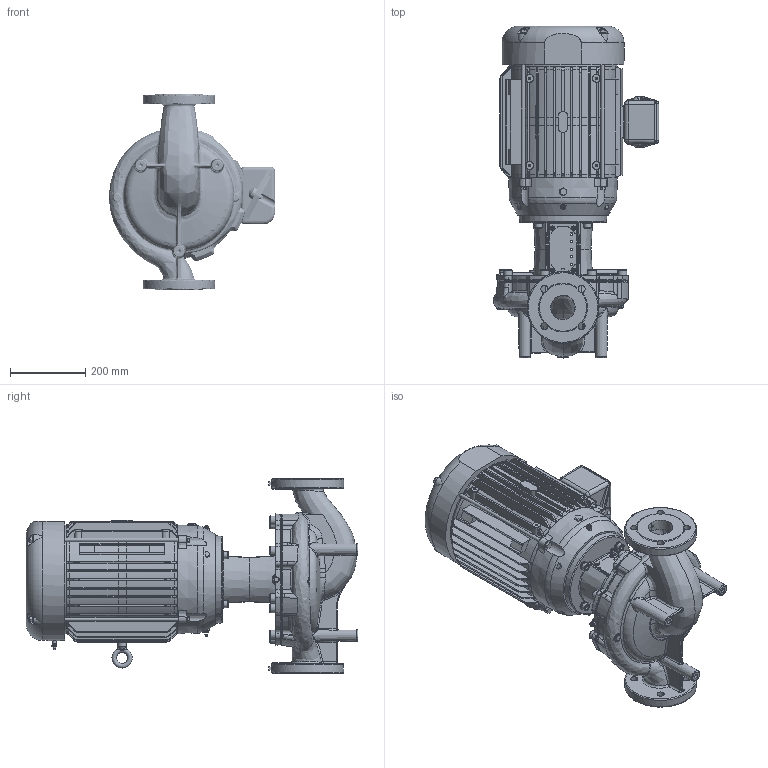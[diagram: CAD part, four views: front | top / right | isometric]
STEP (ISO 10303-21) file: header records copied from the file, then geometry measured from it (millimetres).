
FILE_DESCRIPTION(/* description */ (''),/* implementation_level */ '2;1');
FILE_NAME(/* name */ '2714575 - PUMP IL2.5 135_390-4-S1E 460V_3_60 TEFC_Shrinkwrap_1.stp',/* time_stamp */ '2022-03-24T11:05:35-05:00',/* author */ ('faliszekte'),/* organization */ (''),/* preprocessor_version */ 'ST-DEVELOPER v18.1',/* originating_system */ 'Autodesk Inventor 2021',/* authorisation */ '');
FILE_SCHEMA (('AUTOMOTIVE_DESIGN { 1 0 10303 214 3 1 1 }'));
Length unit declared in the file: inch
Products named in the file (1): 2714575 - PUMP IL2.5 135_390-4-S1E 460V_3_60 TEFC_Shrinkwrap_1
Bounding box: 440.69 x 881.82 x 520.61 mm (x, y, z)
Surface area: 1962713.9 mm2 (no closed solid volume)
Topology: 0 solids, 52 shells, 2915 faces, 8823 edges, 5724 vertices
Faces by surface type: plane 974, cylinder 646, cone 518, bspline 516, torus 218, sphere 43
Full cylindrical faces by diameter (mm): 3.768 x1, 6.528 x4, 8.141 x10, 8.179 x8, 8.6 x2, 9 x8, 9.652 x14, 10.162 x60, 10.287 x1, 10.369 x1, 10.445 x1, 10.716 x3, 11 x8, 11.1 x1, 11.112 x1, 12.7 x60, 13.208 x2, 13.495 x4, 19 x8, 19.05 x4, 23.114 x1, 23.812 x8, 41.262 x1, 76.2 x1, 190.5 x2, 215.862 x1, 281.788 x1
Entity records: 172839 total; most frequent: CARTESIAN_POINT 97174, ORIENTED_EDGE 15830, DIRECTION 14038, EDGE_CURVE 8777, VERTEX_POINT 5724, AXIS2_PLACEMENT_3D 5450, LINE 3138, VECTOR 3138
